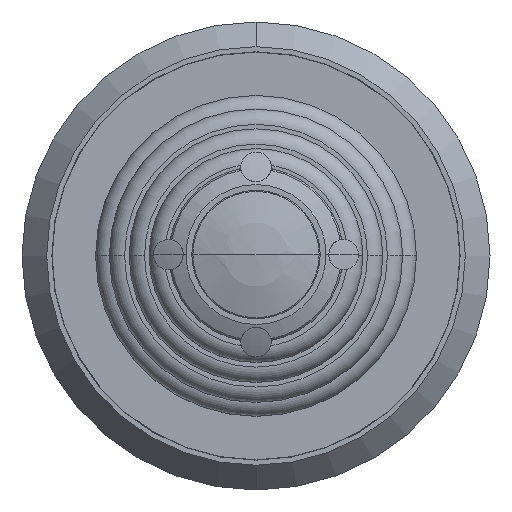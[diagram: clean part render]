
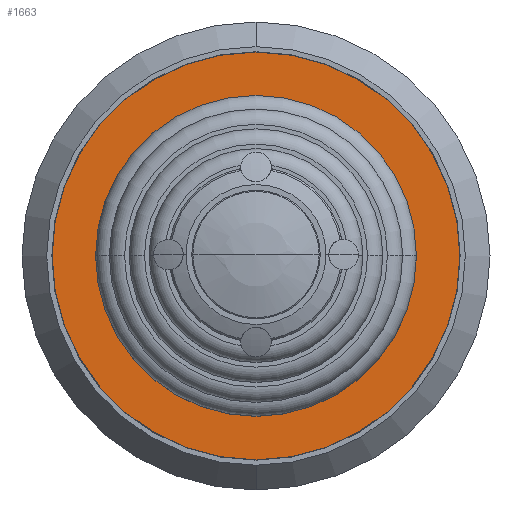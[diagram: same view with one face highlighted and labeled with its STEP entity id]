
A CAD part, top view. The second image highlights one B-rep face of the part: STEP entity #1663.
In plain terms, the highlighted planar face has unit normal (0, 0, 1).
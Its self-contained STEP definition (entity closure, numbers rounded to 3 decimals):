
#1663=ADVANCED_FACE('',(#4298,#4299),#4300,.T.);
#1801=VERTEX_POINT('',#4450);
#1807=VERTEX_POINT('',#4456);
#1809=EDGE_CURVE('',#1807,#1801,#4458,.T.);
#2503=VERTEX_POINT('',#5152);
#2509=VERTEX_POINT('',#5158);
#2511=EDGE_CURVE('',#2509,#2503,#5160,.T.);
#3045=EDGE_CURVE('',#2503,#2509,#5694,.T.);
#3551=EDGE_CURVE('',#1801,#1807,#6200,.T.);
#4298=FACE_OUTER_BOUND('',#6938,.T.);
#4299=FACE_BOUND('',#6939,.T.);
#4300=PLANE('',#6940);
#4450=CARTESIAN_POINT('',(28.63,15.3,43.503));
#4456=CARTESIAN_POINT('',(1.97,15.3,43.503));
#4458=CIRCLE('',#7163,13.33);
#5152=CARTESIAN_POINT('',(16.3,15.3,43.503));
#5158=CARTESIAN_POINT('',(14.3,15.3,43.503));
#5160=CIRCLE('',#8581,1.0);
#5694=CIRCLE('',#9370,1.0);
#6200=CIRCLE('',#10477,13.33);
#6938=EDGE_LOOP('',(#12549,#12550));
#6939=EDGE_LOOP('',(#12551,#12552));
#6940=AXIS2_PLACEMENT_3D('',#12553,#12554,#12555);
#7163=AXIS2_PLACEMENT_3D('',#12683,#12684,#12685);
#8581=AXIS2_PLACEMENT_3D('',#13063,#13064,#13065);
#9370=AXIS2_PLACEMENT_3D('',#13353,#13354,#13355);
#10477=AXIS2_PLACEMENT_3D('',#13658,#13659,#13660);
#12549=ORIENTED_EDGE('',*,*,#1809,.T.);
#12550=ORIENTED_EDGE('',*,*,#3551,.T.);
#12551=ORIENTED_EDGE('',*,*,#2511,.T.);
#12552=ORIENTED_EDGE('',*,*,#3045,.T.);
#12553=CARTESIAN_POINT('',(15.3,22.142,43.503));
#12554=DIRECTION('',(0.0,0.0,1.0));
#12555=DIRECTION('',(0.0,-1.0,0.0));
#12683=CARTESIAN_POINT('',(15.3,15.3,43.503));
#12684=DIRECTION('',(0.0,0.0,1.0));
#12685=DIRECTION('',(1.0,0.0,0.0));
#13063=CARTESIAN_POINT('',(15.3,15.3,43.503));
#13064=DIRECTION('',(0.0,0.0,-1.0));
#13065=DIRECTION('',(1.0,0.0,0.0));
#13353=CARTESIAN_POINT('',(15.3,15.3,43.503));
#13354=DIRECTION('',(0.0,0.0,-1.0));
#13355=DIRECTION('',(1.0,0.0,0.0));
#13658=CARTESIAN_POINT('',(15.3,15.3,43.503));
#13659=DIRECTION('',(0.0,0.0,1.0));
#13660=DIRECTION('',(1.0,0.0,0.0));
